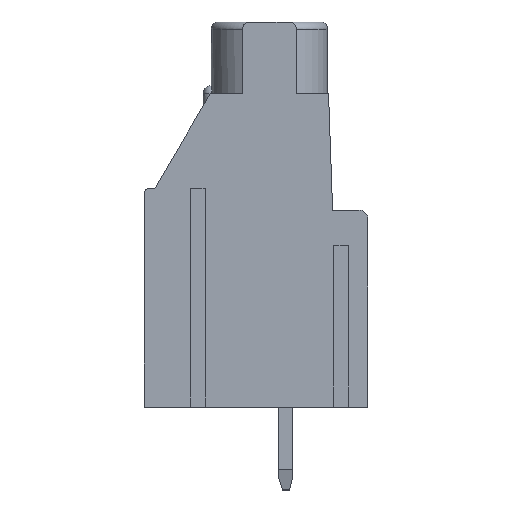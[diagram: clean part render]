
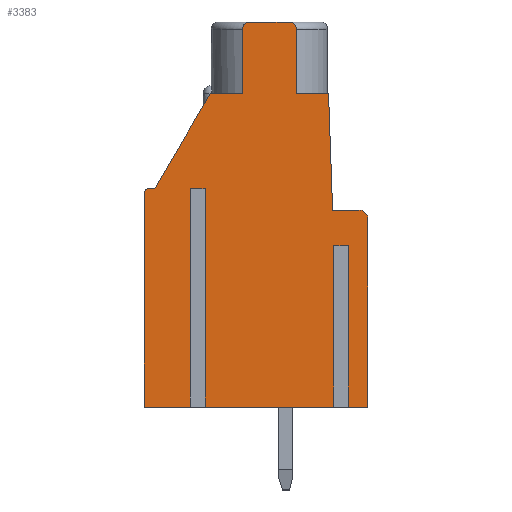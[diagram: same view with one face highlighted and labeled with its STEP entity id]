
A CAD part, top view. The second image highlights one B-rep face of the part: STEP entity #3383.
In plain terms, the highlighted planar face has unit normal (0, 0, 1).
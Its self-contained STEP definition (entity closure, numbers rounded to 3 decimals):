
#27=DIRECTION('',(-1.,0.,0.));
#28=VECTOR('',#27,0.82);
#29=CARTESIAN_POINT('',(-2.09,1.2,19.05));
#30=LINE('',#29,#28);
#31=DIRECTION('',(0.,1.,0.));
#32=VECTOR('',#31,12.2);
#33=CARTESIAN_POINT('',(-2.91,-11.,19.05));
#34=LINE('',#33,#32);
#35=DIRECTION('',(1.,0.,0.));
#36=VECTOR('',#35,2.59);
#37=CARTESIAN_POINT('',(-5.5,-11.,19.05));
#38=LINE('',#37,#36);
#39=DIRECTION('',(0.,-1.,0.));
#40=VECTOR('',#39,11.9);
#41=CARTESIAN_POINT('',(-5.5,0.9,19.05));
#42=LINE('',#41,#40);
#43=CARTESIAN_POINT('',(-5.2,0.9,19.05));
#44=DIRECTION('',(0.,0.,1.));
#45=DIRECTION('',(0.,1.,0.));
#46=AXIS2_PLACEMENT_3D('',#43,#44,#45);
#48=DIRECTION('',(-1.,0.,0.));
#49=VECTOR('',#48,0.3);
#50=CARTESIAN_POINT('',(-4.9,1.2,19.05));
#51=LINE('',#50,#49);
#52=DIRECTION('',(-0.505,-0.863,0.));
#53=VECTOR('',#52,6.14);
#54=CARTESIAN_POINT('',(-1.8,6.5,19.05));
#55=LINE('',#54,#53);
#56=DIRECTION('',(-1.,0.,0.));
#57=VECTOR('',#56,1.8);
#58=CARTESIAN_POINT('',(0.,6.5,19.05));
#59=LINE('',#58,#57);
#60=DIRECTION('',(0.,-1.,0.));
#61=VECTOR('',#60,3.6);
#62=CARTESIAN_POINT('',(0.,10.1,19.05));
#63=LINE('',#62,#61);
#64=CARTESIAN_POINT('',(0.4,10.1,19.05));
#65=DIRECTION('',(0.,0.,1.));
#66=DIRECTION('',(0.,1.,0.));
#67=AXIS2_PLACEMENT_3D('',#64,#65,#66);
#69=DIRECTION('',(-1.,0.,0.));
#70=VECTOR('',#69,2.2);
#71=CARTESIAN_POINT('',(2.6,10.5,19.05));
#72=LINE('',#71,#70);
#73=CARTESIAN_POINT('',(2.6,10.1,19.05));
#74=DIRECTION('',(0.,0.,1.));
#75=DIRECTION('',(1.,0.,0.));
#76=AXIS2_PLACEMENT_3D('',#73,#74,#75);
#78=DIRECTION('',(0.,1.,0.));
#79=VECTOR('',#78,3.6);
#80=CARTESIAN_POINT('',(3.,6.5,19.05));
#81=LINE('',#80,#79);
#82=DIRECTION('',(-1.,0.,0.));
#83=VECTOR('',#82,1.8);
#84=CARTESIAN_POINT('',(4.8,6.5,19.05));
#85=LINE('',#84,#83);
#86=DIRECTION('',(-0.035,0.999,0.));
#87=VECTOR('',#86,6.504);
#88=CARTESIAN_POINT('',(5.027,0.,19.05));
#89=LINE('',#88,#87);
#90=DIRECTION('',(-1.,0.,0.));
#91=VECTOR('',#90,1.473);
#92=CARTESIAN_POINT('',(6.5,0.,19.05));
#93=LINE('',#92,#91);
#94=CARTESIAN_POINT('',(6.5,-0.5,19.05));
#95=DIRECTION('',(0.,0.,1.));
#96=DIRECTION('',(1.,0.,0.));
#97=AXIS2_PLACEMENT_3D('',#94,#95,#96);
#99=DIRECTION('',(0.,1.,0.));
#100=VECTOR('',#99,10.5);
#101=CARTESIAN_POINT('',(7.,-11.,19.05));
#102=LINE('',#101,#100);
#103=DIRECTION('',(1.,0.,0.));
#104=VECTOR('',#103,1.09);
#105=CARTESIAN_POINT('',(5.91,-11.,19.05));
#106=LINE('',#105,#104);
#107=DIRECTION('',(0.,1.,0.));
#108=VECTOR('',#107,9.);
#109=CARTESIAN_POINT('',(5.91,-11.,19.05));
#110=LINE('',#109,#108);
#111=DIRECTION('',(-1.,0.,0.));
#112=VECTOR('',#111,0.82);
#113=CARTESIAN_POINT('',(5.91,-2.,19.05));
#114=LINE('',#113,#112);
#115=DIRECTION('',(0.,1.,0.));
#116=VECTOR('',#115,9.);
#117=CARTESIAN_POINT('',(5.09,-11.,19.05));
#118=LINE('',#117,#116);
#119=DIRECTION('',(1.,0.,0.));
#120=VECTOR('',#119,7.18);
#121=CARTESIAN_POINT('',(-2.09,-11.,19.05));
#122=LINE('',#121,#120);
#123=DIRECTION('',(0.,1.,0.));
#124=VECTOR('',#123,12.2);
#125=CARTESIAN_POINT('',(-2.09,-11.,19.05));
#126=LINE('',#125,#124);
#2643=CARTESIAN_POINT('',(7.,-11.,19.05));
#2644=CARTESIAN_POINT('',(7.,-0.5,19.05));
#2645=VERTEX_POINT('',#2643);
#2646=VERTEX_POINT('',#2644);
#2647=CARTESIAN_POINT('',(6.5,0.,19.05));
#2648=VERTEX_POINT('',#2647);
#2649=CARTESIAN_POINT('',(5.027,0.,19.05));
#2650=VERTEX_POINT('',#2649);
#2651=CARTESIAN_POINT('',(4.8,6.5,19.05));
#2652=VERTEX_POINT('',#2651);
#2653=CARTESIAN_POINT('',(3.,6.5,19.05));
#2654=VERTEX_POINT('',#2653);
#2655=CARTESIAN_POINT('',(3.,10.1,19.05));
#2656=VERTEX_POINT('',#2655);
#2657=CARTESIAN_POINT('',(2.6,10.5,19.05));
#2658=VERTEX_POINT('',#2657);
#2659=CARTESIAN_POINT('',(0.4,10.5,19.05));
#2660=VERTEX_POINT('',#2659);
#2661=CARTESIAN_POINT('',(0.,10.1,19.05));
#2662=VERTEX_POINT('',#2661);
#2663=CARTESIAN_POINT('',(0.,6.5,19.05));
#2664=VERTEX_POINT('',#2663);
#2665=CARTESIAN_POINT('',(-1.8,6.5,19.05));
#2666=VERTEX_POINT('',#2665);
#2667=CARTESIAN_POINT('',(-4.9,1.2,19.05));
#2668=VERTEX_POINT('',#2667);
#2669=CARTESIAN_POINT('',(-5.2,1.2,19.05));
#2670=VERTEX_POINT('',#2669);
#2671=CARTESIAN_POINT('',(-5.5,0.9,19.05));
#2672=VERTEX_POINT('',#2671);
#2673=CARTESIAN_POINT('',(-5.5,-11.,19.05));
#2674=VERTEX_POINT('',#2673);
#2795=CARTESIAN_POINT('',(5.91,-2.,19.05));
#2796=CARTESIAN_POINT('',(5.09,-2.,19.05));
#2797=VERTEX_POINT('',#2795);
#2798=VERTEX_POINT('',#2796);
#2799=CARTESIAN_POINT('',(5.09,-11.,19.05));
#2800=VERTEX_POINT('',#2799);
#2801=CARTESIAN_POINT('',(5.91,-11.,19.05));
#2802=VERTEX_POINT('',#2801);
#2819=CARTESIAN_POINT('',(-2.09,1.2,19.05));
#2820=CARTESIAN_POINT('',(-2.91,1.2,19.05));
#2821=VERTEX_POINT('',#2819);
#2822=VERTEX_POINT('',#2820);
#2823=CARTESIAN_POINT('',(-2.09,-11.,19.05));
#2824=VERTEX_POINT('',#2823);
#2825=CARTESIAN_POINT('',(-2.91,-11.,19.05));
#2826=VERTEX_POINT('',#2825);
#3328=CARTESIAN_POINT('',(0.,0.,19.05));
#3329=DIRECTION('',(0.,0.,1.));
#3330=DIRECTION('',(1.,0.,0.));
#3331=AXIS2_PLACEMENT_3D('',#3328,#3329,#3330);
#3332=PLANE('',#3331);
#3334=ORIENTED_EDGE('',*,*,#3333,.T.);
#3336=ORIENTED_EDGE('',*,*,#3335,.F.);
#3338=ORIENTED_EDGE('',*,*,#3337,.F.);
#3340=ORIENTED_EDGE('',*,*,#3339,.F.);
#3342=ORIENTED_EDGE('',*,*,#3341,.F.);
#3344=ORIENTED_EDGE('',*,*,#3343,.F.);
#3346=ORIENTED_EDGE('',*,*,#3345,.F.);
#3348=ORIENTED_EDGE('',*,*,#3347,.F.);
#3350=ORIENTED_EDGE('',*,*,#3349,.F.);
#3352=ORIENTED_EDGE('',*,*,#3351,.F.);
#3354=ORIENTED_EDGE('',*,*,#3353,.F.);
#3356=ORIENTED_EDGE('',*,*,#3355,.F.);
#3358=ORIENTED_EDGE('',*,*,#3357,.F.);
#3360=ORIENTED_EDGE('',*,*,#3359,.F.);
#3362=ORIENTED_EDGE('',*,*,#3361,.F.);
#3364=ORIENTED_EDGE('',*,*,#3363,.F.);
#3366=ORIENTED_EDGE('',*,*,#3365,.F.);
#3368=ORIENTED_EDGE('',*,*,#3367,.F.);
#3370=ORIENTED_EDGE('',*,*,#3369,.F.);
#3372=ORIENTED_EDGE('',*,*,#3371,.T.);
#3374=ORIENTED_EDGE('',*,*,#3373,.T.);
#3376=ORIENTED_EDGE('',*,*,#3375,.F.);
#3378=ORIENTED_EDGE('',*,*,#3377,.F.);
#3380=ORIENTED_EDGE('',*,*,#3379,.T.);
#3381=EDGE_LOOP('',(#3334,#3336,#3338,#3340,#3342,#3344,#3346,#3348,#3350,#3352,
#3354,#3356,#3358,#3360,#3362,#3364,#3366,#3368,#3370,#3372,#3374,#3376,#3378,
#3380));
#3382=FACE_OUTER_BOUND('',#3381,.F.);
#47=CIRCLE('',#46,0.3);
#68=CIRCLE('',#67,0.4);
#77=CIRCLE('',#76,0.4);
#98=CIRCLE('',#97,0.5);
#3333=EDGE_CURVE('',#2821,#2822,#30,.T.);
#3335=EDGE_CURVE('',#2826,#2822,#34,.T.);
#3337=EDGE_CURVE('',#2674,#2826,#38,.T.);
#3339=EDGE_CURVE('',#2672,#2674,#42,.T.);
#3341=EDGE_CURVE('',#2670,#2672,#47,.T.);
#3343=EDGE_CURVE('',#2668,#2670,#51,.T.);
#3345=EDGE_CURVE('',#2666,#2668,#55,.T.);
#3347=EDGE_CURVE('',#2664,#2666,#59,.T.);
#3349=EDGE_CURVE('',#2662,#2664,#63,.T.);
#3351=EDGE_CURVE('',#2660,#2662,#68,.T.);
#3353=EDGE_CURVE('',#2658,#2660,#72,.T.);
#3355=EDGE_CURVE('',#2656,#2658,#77,.T.);
#3357=EDGE_CURVE('',#2654,#2656,#81,.T.);
#3359=EDGE_CURVE('',#2652,#2654,#85,.T.);
#3361=EDGE_CURVE('',#2650,#2652,#89,.T.);
#3363=EDGE_CURVE('',#2648,#2650,#93,.T.);
#3365=EDGE_CURVE('',#2646,#2648,#98,.T.);
#3367=EDGE_CURVE('',#2645,#2646,#102,.T.);
#3369=EDGE_CURVE('',#2802,#2645,#106,.T.);
#3371=EDGE_CURVE('',#2802,#2797,#110,.T.);
#3373=EDGE_CURVE('',#2797,#2798,#114,.T.);
#3375=EDGE_CURVE('',#2800,#2798,#118,.T.);
#3377=EDGE_CURVE('',#2824,#2800,#122,.T.);
#3379=EDGE_CURVE('',#2824,#2821,#126,.T.);
#3383=ADVANCED_FACE('',(#3382),#3332,.T.);
